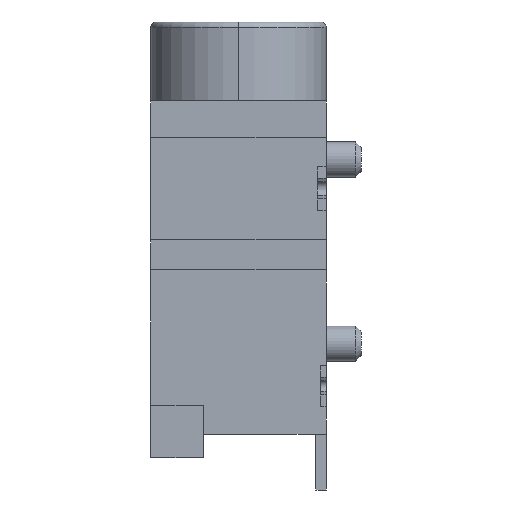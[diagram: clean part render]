
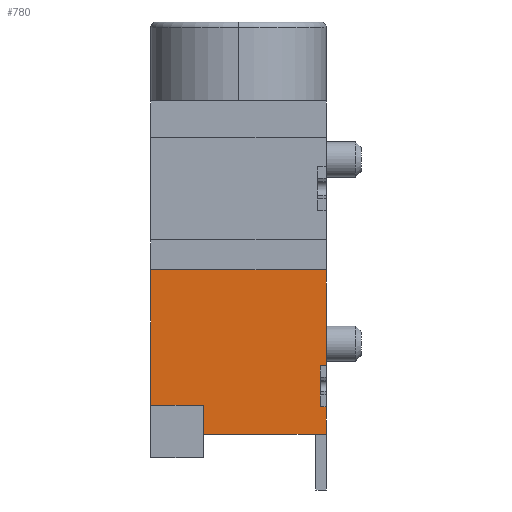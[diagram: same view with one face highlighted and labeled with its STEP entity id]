
A CAD part, left-side view. The second image highlights one B-rep face of the part: STEP entity #780.
In plain terms, the highlighted planar face has unit normal (-1, 0, 0).
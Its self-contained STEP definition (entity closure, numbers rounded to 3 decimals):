
#704=EDGE_CURVE('NONE',#1436,#742,#1908,.T.);
#716=VERTEX_POINT('NONE',#1920);
#742=VERTEX_POINT('NONE',#1951);
#764=EDGE_CURVE('NONE',#914,#1404,#1975,.T.);
#780=ADVANCED_FACE('NONE',(#1991),#1992,.T.);
#864=EDGE_CURVE('NONE',#1244,#1466,#2081,.T.);
#914=VERTEX_POINT('NONE',#2137);
#958=VERTEX_POINT('NONE',#2183);
#962=EDGE_CURVE('NONE',#1500,#716,#2187,.T.);
#1218=EDGE_CURVE('NONE',#1404,#958,#2471,.T.);
#1244=VERTEX_POINT('NONE',#2499);
#1260=EDGE_CURVE('NONE',#1466,#1390,#2515,.T.);
#1292=EDGE_CURVE('NONE',#914,#1244,#2551,.T.);
#1390=VERTEX_POINT('NONE',#2657);
#1404=VERTEX_POINT('NONE',#2674);
#1436=VERTEX_POINT('NONE',#2708);
#1466=VERTEX_POINT('NONE',#2740);
#1500=VERTEX_POINT('NONE',#2776);
#1530=EDGE_CURVE('NONE',#1500,#742,#2807,.T.);
#1628=EDGE_CURVE('NONE',#1436,#958,#2912,.T.);
#1700=EDGE_CURVE('NONE',#716,#1390,#2995,.T.);
#1908=LINE('',#3243,#3244);
#1920=CARTESIAN_POINT('',(-3.4,6.0,-10.4));
#1951=CARTESIAN_POINT('',(-3.4,4.2,-11.4));
#1975=LINE('',#3335,#3336);
#1991=FACE_OUTER_BOUND('',#3360,.T.);
#1992=PLANE('',#3361);
#2081=LINE('',#3484,#3485);
#2137=CARTESIAN_POINT('',(-3.4,0.05,-9.05));
#2183=CARTESIAN_POINT('',(-3.4,0.,-10.45));
#2187=LINE('',#3632,#3633);
#2471=LINE('',#4020,#4021);
#2499=CARTESIAN_POINT('',(-3.4,0.,-9.05));
#2515=LINE('',#4081,#4082);
#2551=LINE('',#4135,#4136);
#2657=CARTESIAN_POINT('',(-3.4,6.0,-5.775));
#2674=CARTESIAN_POINT('',(-3.4,0.05,-10.45));
#2708=CARTESIAN_POINT('',(-3.4,0.0,-11.4));
#2740=CARTESIAN_POINT('',(-3.4,0.,-5.775));
#2776=CARTESIAN_POINT('',(-3.4,4.2,-10.4));
#2807=LINE('',#4511,#4512);
#2912=LINE('',#4660,#4661);
#2995=LINE('',#4774,#4775);
#3243=CARTESIAN_POINT('',(-3.4,0.,-11.4));
#3244=VECTOR('',#5030,1000.0);
#3335=CARTESIAN_POINT('',(-3.4,0.05,-9.05));
#3336=VECTOR('',#5110,1000.0);
#3360=EDGE_LOOP('',(#5116,#5117,#5118,#5119,#5120,#5121,#5122,#5123,#5124,#5125));
#3361=AXIS2_PLACEMENT_3D('',#5126,#5127,#5128);
#3484=CARTESIAN_POINT('',(-3.4,0.,-12.2));
#3485=VECTOR('',#5186,1000.0);
#3632=CARTESIAN_POINT('',(-3.4,4.2,-10.4));
#3633=VECTOR('',#5285,1000.0);
#4020=CARTESIAN_POINT('',(-3.4,0.05,-10.45));
#4021=VECTOR('',#5595,1000.0);
#4081=CARTESIAN_POINT('',(-3.4,0.,-5.775));
#4082=VECTOR('',#5626,1000.0);
#4135=CARTESIAN_POINT('',(-3.4,0.05,-9.05));
#4136=VECTOR('',#5682,1000.0);
#4511=CARTESIAN_POINT('',(-3.4,4.2,-12.2));
#4512=VECTOR('',#5945,1000.0);
#4660=CARTESIAN_POINT('',(-3.4,0.,-12.2));
#4661=VECTOR('',#6034,1000.0);
#4774=CARTESIAN_POINT('',(-3.4,6.0,-12.2));
#4775=VECTOR('',#6137,1000.0);
#5030=DIRECTION('',(0.,1.0,-0.0));
#5110=DIRECTION('',(0.0,0.0,-1.0));
#5116=ORIENTED_EDGE('',*,*,#1218,.F.);
#5117=ORIENTED_EDGE('',*,*,#764,.F.);
#5118=ORIENTED_EDGE('',*,*,#1292,.T.);
#5119=ORIENTED_EDGE('',*,*,#864,.T.);
#5120=ORIENTED_EDGE('',*,*,#1260,.T.);
#5121=ORIENTED_EDGE('',*,*,#1700,.F.);
#5122=ORIENTED_EDGE('',*,*,#962,.F.);
#5123=ORIENTED_EDGE('',*,*,#1530,.T.);
#5124=ORIENTED_EDGE('',*,*,#704,.F.);
#5125=ORIENTED_EDGE('',*,*,#1628,.T.);
#5126=CARTESIAN_POINT('',(-3.4,0.,-12.2));
#5127=DIRECTION('',(-1.0,0.,0.));
#5128=DIRECTION('',(0.,0.0,1.0));
#5186=DIRECTION('',(0.,0.0,1.0));
#5285=DIRECTION('',(0.,1.0,0.0));
#5595=DIRECTION('',(0.,-1.0,-0.0));
#5626=DIRECTION('',(0.,1.0,0.0));
#5682=DIRECTION('',(0.,-1.0,-0.0));
#5945=DIRECTION('',(0.,-0.0,-1.0));
#6034=DIRECTION('',(0.,0.0,1.0));
#6137=DIRECTION('',(0.,0.0,1.0));
